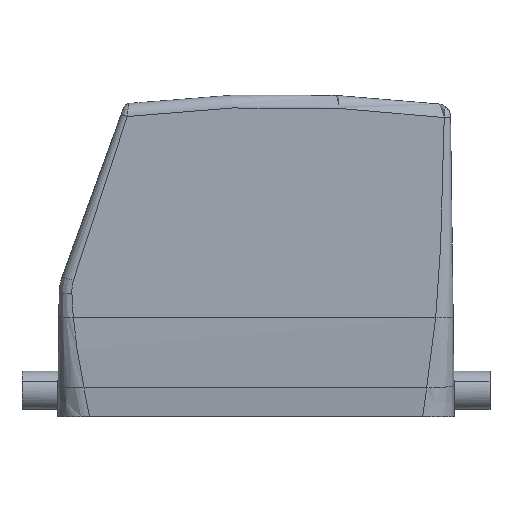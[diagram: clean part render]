
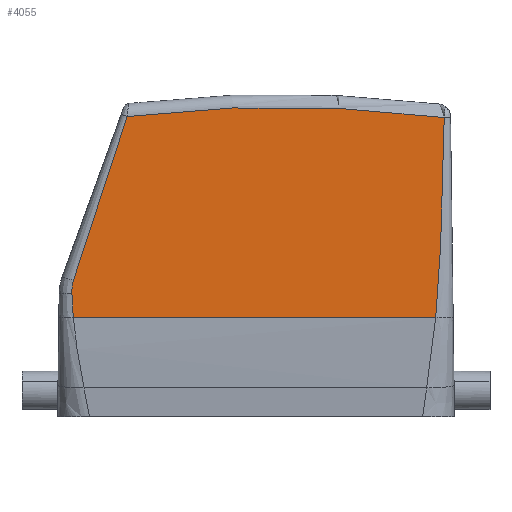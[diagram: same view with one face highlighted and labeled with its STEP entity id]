
A CAD part, left-side view. The second image highlights one B-rep face of the part: STEP entity #4055.
In plain terms, the highlighted planar face has unit normal (-1, 0, 0).
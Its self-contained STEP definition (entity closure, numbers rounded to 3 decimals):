
#4008=AXIS2_PLACEMENT_3D('Plane Axis2P3D',#4005,#4006,#4007) ;
#4012=AXIS2_PLACEMENT_3D('Circle Axis2P3D',#4010,#4011,$) ;
#2281=CARTESIAN_POINT('Vertex',(0.,12.761,23.338)) ;
#2304=CARTESIAN_POINT('Line Origine',(0.,54.769,23.338)) ;
#2308=CARTESIAN_POINT('Vertex',(0.,97.941,23.338)) ;
#2711=CARTESIAN_POINT('Control Point',(0.,98.271,28.961)) ;
#2712=CARTESIAN_POINT('Control Point',(0.,98.222,27.839)) ;
#2713=CARTESIAN_POINT('Control Point',(0.,98.171,26.714)) ;
#2714=CARTESIAN_POINT('Control Point',(0.,98.109,25.589)) ;
#2715=CARTESIAN_POINT('Control Point',(0.,98.033,24.463)) ;
#2716=CARTESIAN_POINT('Control Point',(0.,97.941,23.338)) ;
#2717=CARTESIAN_POINT('Vertex',(0.,98.271,28.961)) ;
#3482=CARTESIAN_POINT('Vertex',(0.,10.764,70.328)) ;
#3826=CARTESIAN_POINT('Control Point',(0.,10.764,70.328)) ;
#3827=CARTESIAN_POINT('Control Point',(0.,10.765,70.261)) ;
#3828=CARTESIAN_POINT('Control Point',(0.,10.767,70.195)) ;
#3829=CARTESIAN_POINT('Control Point',(0.,10.768,70.127)) ;
#3830=CARTESIAN_POINT('Control Point',(0.,10.771,69.922)) ;
#3831=CARTESIAN_POINT('Control Point',(0.,10.775,69.701)) ;
#3832=CARTESIAN_POINT('Control Point',(0.,10.777,69.597)) ;
#3833=CARTESIAN_POINT('Control Point',(0.,10.78,69.372)) ;
#3834=CARTESIAN_POINT('Control Point',(0.,10.784,69.147)) ;
#3835=CARTESIAN_POINT('Control Point',(0.,10.787,68.989)) ;
#3836=CARTESIAN_POINT('Control Point',(0.,10.792,68.674)) ;
#3837=CARTESIAN_POINT('Control Point',(0.,10.798,68.359)) ;
#3838=CARTESIAN_POINT('Control Point',(0.,10.801,68.201)) ;
#3839=CARTESIAN_POINT('Control Point',(0.,10.812,67.57)) ;
#3840=CARTESIAN_POINT('Control Point',(0.,10.823,66.938)) ;
#3841=CARTESIAN_POINT('Control Point',(0.,10.832,66.464)) ;
#3842=CARTESIAN_POINT('Control Point',(0.,10.85,65.517)) ;
#3843=CARTESIAN_POINT('Control Point',(0.,10.869,64.569)) ;
#3844=CARTESIAN_POINT('Control Point',(0.,10.878,64.095)) ;
#3845=CARTESIAN_POINT('Control Point',(0.,10.908,62.674)) ;
#3846=CARTESIAN_POINT('Control Point',(0.,10.939,61.253)) ;
#3847=CARTESIAN_POINT('Control Point',(0.,10.961,60.306)) ;
#3848=CARTESIAN_POINT('Control Point',(0.,11.041,57.015)) ;
#3849=CARTESIAN_POINT('Control Point',(0.,11.132,53.726)) ;
#3850=CARTESIAN_POINT('Control Point',(0.,11.203,51.384)) ;
#3851=CARTESIAN_POINT('Control Point',(0.,11.342,47.065)) ;
#3852=CARTESIAN_POINT('Control Point',(0.,11.503,42.748)) ;
#3853=CARTESIAN_POINT('Control Point',(0.,11.581,40.772)) ;
#3854=CARTESIAN_POINT('Control Point',(0.,11.711,37.803)) ;
#3855=CARTESIAN_POINT('Control Point',(0.,11.865,34.835)) ;
#3856=CARTESIAN_POINT('Control Point',(0.,11.919,33.862)) ;
#3857=CARTESIAN_POINT('Control Point',(0.,12.08,31.16)) ;
#3858=CARTESIAN_POINT('Control Point',(0.,12.279,28.46)) ;
#3859=CARTESIAN_POINT('Control Point',(0.,12.423,26.752)) ;
#3860=CARTESIAN_POINT('Control Point',(0.,12.584,25.045)) ;
#3861=CARTESIAN_POINT('Control Point',(0.,12.761,23.338)) ;
#4005=CARTESIAN_POINT('Axis2P3D Location',(0.,-11.059,-37.643)) ;
#4010=CARTESIAN_POINT('Axis2P3D Location',(0.,49.,-224.2)) ;
#4014=CARTESIAN_POINT('Vertex',(0.,85.27,70.577)) ;
#4018=CARTESIAN_POINT('Control Point',(0.,85.27,70.577)) ;
#4019=CARTESIAN_POINT('Control Point',(0.,85.402,70.193)) ;
#4020=CARTESIAN_POINT('Control Point',(0.,85.534,69.808)) ;
#4021=CARTESIAN_POINT('Control Point',(0.,85.55,69.763)) ;
#4022=CARTESIAN_POINT('Control Point',(0.,85.79,69.061)) ;
#4023=CARTESIAN_POINT('Control Point',(0.,86.031,68.359)) ;
#4024=CARTESIAN_POINT('Control Point',(0.,86.139,68.042)) ;
#4025=CARTESIAN_POINT('Control Point',(0.,87.781,63.242)) ;
#4026=CARTESIAN_POINT('Control Point',(0.,89.404,58.435)) ;
#4027=CARTESIAN_POINT('Control Point',(0.,90.884,53.955)) ;
#4028=CARTESIAN_POINT('Control Point',(0.,92.604,48.693)) ;
#4029=CARTESIAN_POINT('Control Point',(0.,94.303,43.422)) ;
#4030=CARTESIAN_POINT('Control Point',(0.,94.568,42.599)) ;
#4031=CARTESIAN_POINT('Control Point',(0.,95.396,40.019)) ;
#4032=CARTESIAN_POINT('Control Point',(0.,96.218,37.438)) ;
#4033=CARTESIAN_POINT('Control Point',(0.,96.789,35.635)) ;
#4034=CARTESIAN_POINT('Control Point',(0.,97.36,33.815)) ;
#4035=CARTESIAN_POINT('Control Point',(0.,97.925,31.992)) ;
#4036=CARTESIAN_POINT('Vertex',(0.,97.925,31.992)) ;
#4040=CARTESIAN_POINT('Control Point',(0.,97.925,31.992)) ;
#4041=CARTESIAN_POINT('Control Point',(0.,98.098,31.403)) ;
#4042=CARTESIAN_POINT('Control Point',(0.,98.221,30.799)) ;
#4043=CARTESIAN_POINT('Control Point',(0.,98.292,30.186)) ;
#4044=CARTESIAN_POINT('Control Point',(0.,98.308,29.571)) ;
#4045=CARTESIAN_POINT('Control Point',(0.,98.271,28.961)) ;
#2305=DIRECTION('Vector Direction',(0.,-1.,0.)) ;
#4006=DIRECTION('Axis2P3D Direction',(-1.,0.,0.)) ;
#4007=DIRECTION('Axis2P3D XDirection',(0.,-0.317,0.949)) ;
#4011=DIRECTION('Axis2P3D Direction',(-1.,0.,0.)) ;
#2306=VECTOR('Line Direction',#2305,1.) ;
#4048=ORIENTED_EDGE('',*,*,#4016,.T.) ;
#4049=ORIENTED_EDGE('',*,*,#4038,.F.) ;
#4050=ORIENTED_EDGE('',*,*,#4046,.F.) ;
#4051=ORIENTED_EDGE('',*,*,#2719,.F.) ;
#4052=ORIENTED_EDGE('',*,*,#2310,.T.) ;
#4053=ORIENTED_EDGE('',*,*,#3862,.T.) ;
#4055=ADVANCED_FACE('Hood',(#4054),#4009,.T.) ;
#2710=B_SPLINE_CURVE_WITH_KNOTS('',5,(#2711,#2712,#2713,#2714,#2715,#2716),.UNSPECIFIED.,.F.,.U.,(6,6),(81.523,87.149),.UNSPECIFIED.) ;
#3825=B_SPLINE_CURVE_WITH_KNOTS('',5,(#3826,#3827,#3828,#3829,#3830,#3831,#3832,#3833,#3834,#3835,#3836,#3837,#3838,#3839,#3840,#3841,#3842,#3843,#3844,#3845,#3846,#3847,#3848,#3849,#3850,#3851,#3852,#3853,#3854,#3855,#3856,#3857,#3858,#3859,#3860,#3861),.UNSPECIFIED.,.F.,.U.,(6,3,3,3,3,3,3,3,3,3,3,6),(8.249,8.589,8.929,9.717,10.506,12.88,15.254,20.001,31.754,41.679,46.667,55.257),.UNSPECIFIED.) ;
#4017=B_SPLINE_CURVE_WITH_KNOTS('',5,(#4018,#4019,#4020,#4021,#4022,#4023,#4024,#4025,#4026,#4027,#4028,#4029,#4030,#4031,#4032,#4033,#4034,#4035),.UNSPECIFIED.,.F.,.U.,(6,3,3,3,3,6),(0.,2.876,5.244,38.724,44.38,57.867),.UNSPECIFIED.) ;
#4039=B_SPLINE_CURVE_WITH_KNOTS('',5,(#4040,#4041,#4042,#4043,#4044,#4045),.UNSPECIFIED.,.F.,.U.,(6,6),(0.,4.343),.UNSPECIFIED.) ;
#4013=CIRCLE('generated circle',#4012,297.) ;
#2310=EDGE_CURVE('',#2309,#2282,#2307,.T.) ;
#2719=EDGE_CURVE('',#2309,#2718,#2710,.F.) ;
#3862=EDGE_CURVE('',#2282,#3483,#3825,.F.) ;
#4016=EDGE_CURVE('',#3483,#4015,#4013,.T.) ;
#4038=EDGE_CURVE('',#4037,#4015,#4017,.F.) ;
#4046=EDGE_CURVE('',#2718,#4037,#4039,.F.) ;
#4047=EDGE_LOOP('',(#4048,#4049,#4050,#4051,#4052,#4053)) ;
#4054=FACE_OUTER_BOUND('',#4047,.T.) ;
#2307=LINE('Line',#2304,#2306) ;
#4009=PLANE('',#4008) ;
#2282=VERTEX_POINT('',#2281) ;
#2309=VERTEX_POINT('',#2308) ;
#2718=VERTEX_POINT('',#2717) ;
#3483=VERTEX_POINT('',#3482) ;
#4015=VERTEX_POINT('',#4014) ;
#4037=VERTEX_POINT('',#4036) ;
